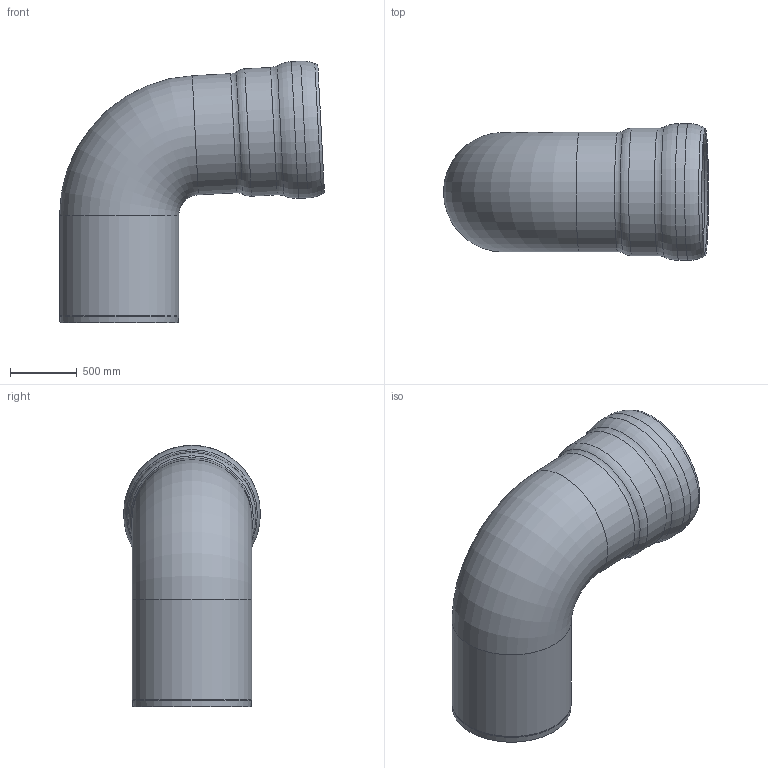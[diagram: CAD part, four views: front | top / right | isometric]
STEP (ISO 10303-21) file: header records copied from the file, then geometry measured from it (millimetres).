
FILE_DESCRIPTION(/* description */ (''),/* implementation_level */ '2;1');
FILE_NAME(/* name */ '00350.080X_3D.stp',/* time_stamp */ '2024-12-11T12:55:22+01:00',/* author */ ('CAD'),/* organization */ (''),/* preprocessor_version */ 'ST-DEVELOPER v20',/* originating_system */ 'AutoCAD Mechanical',/* authorisation */ '');
FILE_SCHEMA (('AUTOMOTIVE_DESIGN { 1 0 10303 214 3 1 1 }'));
Length unit declared in the file: centimetre
Products named in the file (2): Product; *S0
Assembly tree (1 placements, depth 2):
  Product
    *S0
Bounding box: 1977.98 x 1022 x 1952.73 mm (x, y, z)
Volume: 119846459.9 mm3; surface area: 15159706 mm2
Topology: 2 solids, 2 shells, 30 faces, 76 edges, 48 vertices
Faces by surface type: torus 14, cylinder 8, cone 6, plane 2
Full cylindrical faces by diameter (mm): 858 x2, 890 x2, 920 x1, 952 x1, 990 x1, 1022 x1
Entity records: 988 total; most frequent: DIRECTION 204, CARTESIAN_POINT 157, ORIENTED_EDGE 152, AXIS2_PLACEMENT_3D 95, EDGE_CURVE 76, CIRCLE 62, VERTEX_POINT 48, EDGE_LOOP 32
